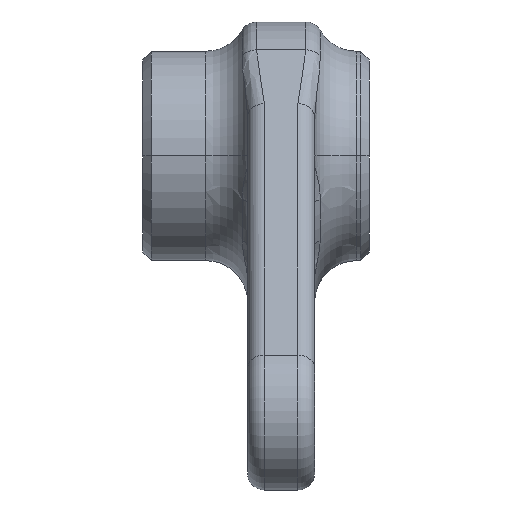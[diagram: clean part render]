
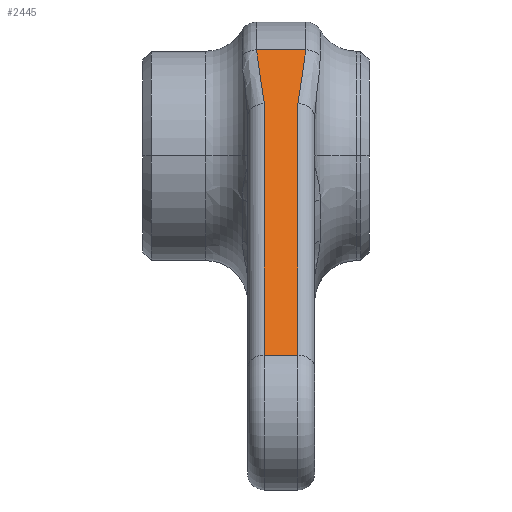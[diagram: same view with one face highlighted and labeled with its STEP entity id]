
A CAD part, front view. The second image highlights one B-rep face of the part: STEP entity #2445.
In plain terms, the highlighted planar face has unit normal (0, -0.612, 0.791).
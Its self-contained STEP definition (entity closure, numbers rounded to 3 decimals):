
#2039=CARTESIAN_POINT('Vertex',(9.938,-9.784,12.66)) ;
#2137=CARTESIAN_POINT('Control Point',(9.,-18.092,6.239)) ;
#2138=CARTESIAN_POINT('Control Point',(9.,-17.906,6.383)) ;
#2139=CARTESIAN_POINT('Control Point',(9.004,-17.72,6.526)) ;
#2140=CARTESIAN_POINT('Control Point',(9.01,-17.536,6.669)) ;
#2141=CARTESIAN_POINT('Control Point',(9.056,-16.685,7.326)) ;
#2142=CARTESIAN_POINT('Control Point',(9.157,-15.859,7.965)) ;
#2143=CARTESIAN_POINT('Control Point',(9.257,-15.226,8.454)) ;
#2144=CARTESIAN_POINT('Control Point',(9.519,-13.715,9.622)) ;
#2145=CARTESIAN_POINT('Control Point',(9.769,-12.274,10.736)) ;
#2146=CARTESIAN_POINT('Control Point',(9.881,-11.439,11.381)) ;
#2147=CARTESIAN_POINT('Control Point',(9.938,-10.612,12.02)) ;
#2148=CARTESIAN_POINT('Control Point',(9.938,-9.784,12.66)) ;
#2149=CARTESIAN_POINT('Vertex',(9.,-18.092,6.239)) ;
#2172=CARTESIAN_POINT('Line Origine',(9.,-37.513,-8.771)) ;
#2176=CARTESIAN_POINT('Vertex',(9.,-56.934,-23.781)) ;
#2275=CARTESIAN_POINT('Line Origine',(7.,-56.934,-23.781)) ;
#2279=CARTESIAN_POINT('Vertex',(5.,-56.934,-23.781)) ;
#2404=CARTESIAN_POINT('Axis2P3D Location',(0.,-56.934,-23.781)) ;
#2410=CARTESIAN_POINT('Control Point',(5.,-18.092,6.239)) ;
#2411=CARTESIAN_POINT('Control Point',(5.,-17.571,6.642)) ;
#2412=CARTESIAN_POINT('Control Point',(4.972,-17.057,7.039)) ;
#2413=CARTESIAN_POINT('Control Point',(4.924,-16.553,7.428)) ;
#2414=CARTESIAN_POINT('Control Point',(4.819,-15.731,8.064)) ;
#2415=CARTESIAN_POINT('Control Point',(4.691,-14.933,8.68)) ;
#2416=CARTESIAN_POINT('Control Point',(4.638,-14.619,8.923)) ;
#2417=CARTESIAN_POINT('Control Point',(4.431,-13.424,9.846)) ;
#2418=CARTESIAN_POINT('Control Point',(4.231,-12.274,10.736)) ;
#2419=CARTESIAN_POINT('Control Point',(4.119,-11.439,11.381)) ;
#2420=CARTESIAN_POINT('Control Point',(4.062,-10.612,12.02)) ;
#2421=CARTESIAN_POINT('Control Point',(4.062,-9.784,12.66)) ;
#2422=CARTESIAN_POINT('Vertex',(4.062,-9.784,12.66)) ;
#2424=CARTESIAN_POINT('Vertex',(5.,-18.092,6.239)) ;
#2427=CARTESIAN_POINT('Line Origine',(5.,-37.513,-8.771)) ;
#2432=CARTESIAN_POINT('Line Origine',(7.,-9.784,12.66)) ;
#2173=DIRECTION('Vector Direction',(0.,0.791,0.612)) ;
#2276=DIRECTION('Vector Direction',(1.,0.,0.)) ;
#2405=DIRECTION('Axis2P3D Direction',(0.,0.612,-0.791)) ;
#2406=DIRECTION('Axis2P3D XDirection',(0.,0.791,0.612)) ;
#2428=DIRECTION('Vector Direction',(0.,0.791,0.612)) ;
#2433=DIRECTION('Vector Direction',(1.,0.,0.)) ;
#2407=AXIS2_PLACEMENT_3D('Plane Axis2P3D',#2404,#2405,#2406) ;
#2438=ORIENTED_EDGE('',*,*,#2426,.T.) ;
#2439=ORIENTED_EDGE('',*,*,#2431,.T.) ;
#2440=ORIENTED_EDGE('',*,*,#2281,.T.) ;
#2441=ORIENTED_EDGE('',*,*,#2178,.F.) ;
#2442=ORIENTED_EDGE('',*,*,#2151,.F.) ;
#2443=ORIENTED_EDGE('',*,*,#2436,.F.) ;
#2174=VECTOR('Line Direction',#2173,1.) ;
#2277=VECTOR('Line Direction',#2276,1.) ;
#2429=VECTOR('Line Direction',#2428,1.) ;
#2434=VECTOR('Line Direction',#2433,1.) ;
#2445=ADVANCED_FACE('Corps principal',(#2444),#2408,.F.) ;
#2136=B_SPLINE_CURVE_WITH_KNOTS('',5,(#2137,#2138,#2139,#2140,#2141,#2142,#2143,#2144,#2145,#2146,#2147,#2148),.UNSPECIFIED.,.F.,.U.,(6,3,3,6),(12.758,14.35,20.142,28.512),.UNSPECIFIED.) ;
#2409=B_SPLINE_CURVE_WITH_KNOTS('',5,(#2410,#2411,#2412,#2413,#2414,#2415,#2416,#2417,#2418,#2419,#2420,#2421),.UNSPECIFIED.,.F.,.U.,(6,3,3,6),(12.408,16.856,19.79,28.16),.UNSPECIFIED.) ;
#2151=EDGE_CURVE('',#2040,#2150,#2136,.F.) ;
#2178=EDGE_CURVE('',#2150,#2177,#2175,.F.) ;
#2281=EDGE_CURVE('',#2280,#2177,#2278,.T.) ;
#2426=EDGE_CURVE('',#2423,#2425,#2409,.F.) ;
#2431=EDGE_CURVE('',#2425,#2280,#2430,.F.) ;
#2436=EDGE_CURVE('',#2423,#2040,#2435,.T.) ;
#2437=EDGE_LOOP('',(#2438,#2439,#2440,#2441,#2442,#2443)) ;
#2444=FACE_OUTER_BOUND('',#2437,.T.) ;
#2175=LINE('Line',#2172,#2174) ;
#2278=LINE('Line',#2275,#2277) ;
#2430=LINE('Line',#2427,#2429) ;
#2435=LINE('Line',#2432,#2434) ;
#2408=PLANE('',#2407) ;
#2040=VERTEX_POINT('',#2039) ;
#2150=VERTEX_POINT('',#2149) ;
#2177=VERTEX_POINT('',#2176) ;
#2280=VERTEX_POINT('',#2279) ;
#2423=VERTEX_POINT('',#2422) ;
#2425=VERTEX_POINT('',#2424) ;
